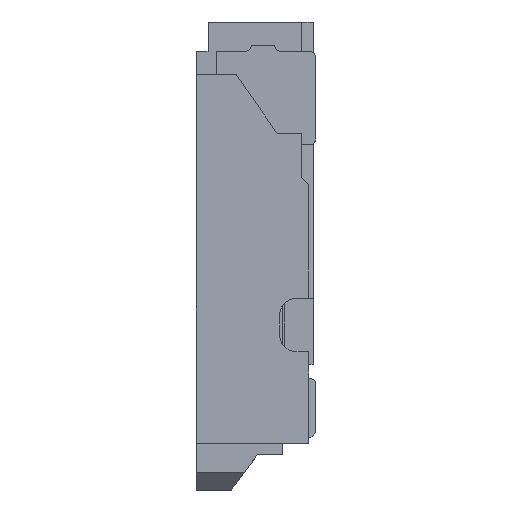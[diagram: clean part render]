
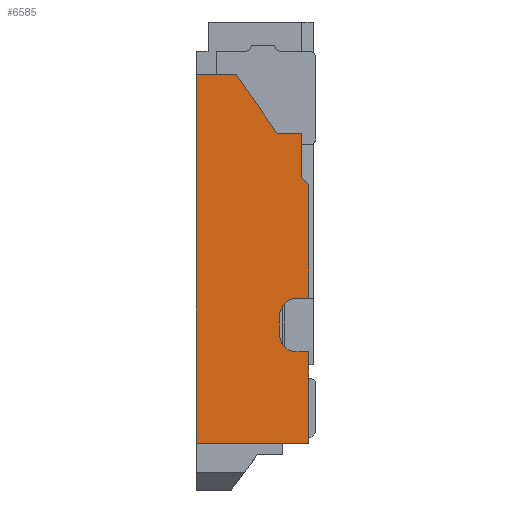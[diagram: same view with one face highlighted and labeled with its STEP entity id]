
A CAD part, left-side view. The second image highlights one B-rep face of the part: STEP entity #6585.
In plain terms, the highlighted planar face has unit normal (-1, 0, 0).
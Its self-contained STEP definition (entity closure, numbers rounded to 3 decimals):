
#261 = LINE ( 'NONE', #3325, #4228 ) ;
#471 = LINE ( 'NONE', #18297, #16112 ) ;
#511 = CARTESIAN_POINT ( 'NONE',  ( -3.35, 1.02, 1.35 ) ) ;
#970 = DIRECTION ( 'NONE',  ( 0., 0., 1. ) ) ;
#1039 = EDGE_CURVE ( 'NONE', #9434, #7298, #5774, .T. ) ;
#1367 = ORIENTED_EDGE ( 'NONE', *, *, #16845, .T. ) ;
#1473 = ORIENTED_EDGE ( 'NONE', *, *, #1039, .T. ) ;
#1506 = EDGE_CURVE ( 'NONE', #7298, #15353, #18203, .T. ) ;
#2236 = FACE_OUTER_BOUND ( 'NONE', #14677, .T. ) ;
#2363 = CIRCLE ( 'NONE', #5067, 0.15 ) ;
#2752 = LINE ( 'NONE', #20125, #15104 ) ;
#2826 = DIRECTION ( 'NONE',  ( 0., -1., 0. ) ) ;
#3016 = AXIS2_PLACEMENT_3D ( 'NONE', #5415, #10273, #15152 ) ;
#3092 = VERTEX_POINT ( 'NONE', #4376 ) ;
#3228 = EDGE_CURVE ( 'NONE', #3092, #5994, #6707, .T. ) ;
#3310 = EDGE_CURVE ( 'NONE', #4081, #19850, #13572, .T. ) ;
#3325 = CARTESIAN_POINT ( 'NONE',  ( -3.35, 0.06, -0.56 ) ) ;
#3370 = ORIENTED_EDGE ( 'NONE', *, *, #8826, .T. ) ;
#3603 = CARTESIAN_POINT ( 'NONE',  ( -3.35, 0.12, 0.47 ) ) ;
#3604 = CARTESIAN_POINT ( 'NONE',  ( -3.35, 0.16, -1.02 ) ) ;
#3683 = VECTOR ( 'NONE', #10362, 1000. ) ;
#3779 = CARTESIAN_POINT ( 'NONE',  ( -3.35, 0.06, -1.8 ) ) ;
#3944 = LINE ( 'NONE', #20384, #10996 ) ;
#3958 = DIRECTION ( 'NONE',  ( 0., 0., 1. ) ) ;
#4081 = VERTEX_POINT ( 'NONE', #15981 ) ;
#4228 = VECTOR ( 'NONE', #16264, 1000. ) ;
#4376 = CARTESIAN_POINT ( 'NONE',  ( -3.35, 0.06, -1.02 ) ) ;
#4542 = CARTESIAN_POINT ( 'NONE',  ( -3.35, 1.02, 1.35 ) ) ;
#4608 = ORIENTED_EDGE ( 'NONE', *, *, #1506, .T. ) ;
#4700 = DIRECTION ( 'NONE',  ( 1., 0., 0. ) ) ;
#5067 = AXIS2_PLACEMENT_3D ( 'NONE', #19228, #4700, #17740 ) ;
#5102 = VERTEX_POINT ( 'NONE', #15462 ) ;
#5291 = VERTEX_POINT ( 'NONE', #14289 ) ;
#5415 = CARTESIAN_POINT ( 'NONE',  ( -3.35, 1.02, 1.35 ) ) ;
#5555 = EDGE_CURVE ( 'NONE', #6669, #20058, #17349, .T. ) ;
#5668 = DIRECTION ( 'NONE',  ( 0., 0., 1. ) ) ;
#5712 = DIRECTION ( 'NONE',  ( 0., 0.574, 0.819 ) ) ;
#5774 = LINE ( 'NONE', #14911, #12406 ) ;
#5961 = EDGE_CURVE ( 'NONE', #5291, #4081, #18502, .T. ) ;
#5994 = VERTEX_POINT ( 'NONE', #3604 ) ;
#6099 = DIRECTION ( 'NONE',  ( 0., 1., 0. ) ) ;
#6111 = CARTESIAN_POINT ( 'NONE',  ( -3.35, 0.16, -0.56 ) ) ;
#6538 = DIRECTION ( 'NONE',  ( 0., 0., 1. ) ) ;
#6585 = ADVANCED_FACE ( 'NONE', ( #2236 ), #19933, .F. ) ;
#6669 = VERTEX_POINT ( 'NONE', #4542 ) ;
#6707 = LINE ( 'NONE', #19643, #11317 ) ;
#6991 = EDGE_CURVE ( 'NONE', #17014, #6669, #15015, .T. ) ;
#7298 = VERTEX_POINT ( 'NONE', #8608 ) ;
#7342 = ORIENTED_EDGE ( 'NONE', *, *, #11889, .T. ) ;
#8366 = ORIENTED_EDGE ( 'NONE', *, *, #12775, .T. ) ;
#8608 = CARTESIAN_POINT ( 'NONE',  ( -3.35, 0.31, -0.71 ) ) ;
#8826 = EDGE_CURVE ( 'NONE', #17014, #20245, #3944, .T. ) ;
#9370 = VECTOR ( 'NONE', #6538, 1000. ) ;
#9385 = LINE ( 'NONE', #12339, #11719 ) ;
#9434 = VERTEX_POINT ( 'NONE', #19261 ) ;
#9666 = EDGE_CURVE ( 'NONE', #5102, #19089, #9385, .T. ) ;
#9831 = LINE ( 'NONE', #11420, #9370 ) ;
#9843 = CARTESIAN_POINT ( 'NONE',  ( -3.35, 0.68, 1.35 ) ) ;
#10073 = ORIENTED_EDGE ( 'NONE', *, *, #9666, .T. ) ;
#10273 = DIRECTION ( 'NONE',  ( 1., 0., 0. ) ) ;
#10362 = DIRECTION ( 'NONE',  ( 0., 0., 1. ) ) ;
#10530 = DIRECTION ( 'NONE',  ( 0., 0., 1. ) ) ;
#10996 = VECTOR ( 'NONE', #15181, 1000. ) ;
#11317 = VECTOR ( 'NONE', #11576, 1000. ) ;
#11420 = CARTESIAN_POINT ( 'NONE',  ( -3.35, 0.12, 0.85 ) ) ;
#11576 = DIRECTION ( 'NONE',  ( 0., 1., 0. ) ) ;
#11719 = VECTOR ( 'NONE', #6099, 1000. ) ;
#11752 = AXIS2_PLACEMENT_3D ( 'NONE', #18996, #15486, #970 ) ;
#11889 = EDGE_CURVE ( 'NONE', #19089, #20058, #2752, .T. ) ;
#11952 = VECTOR ( 'NONE', #2826, 1000. ) ;
#12088 = CARTESIAN_POINT ( 'NONE',  ( -3.35, 0.12, 0.47 ) ) ;
#12139 = EDGE_CURVE ( 'NONE', #19850, #5102, #9831, .T. ) ;
#12255 = ORIENTED_EDGE ( 'NONE', *, *, #5555, .F. ) ;
#12330 = ORIENTED_EDGE ( 'NONE', *, *, #6991, .F. ) ;
#12339 = CARTESIAN_POINT ( 'NONE',  ( -3.35, 0.33, 0.85 ) ) ;
#12406 = VECTOR ( 'NONE', #10530, 1000. ) ;
#12525 = CARTESIAN_POINT ( 'NONE',  ( -3.35, 1.02, -1.8 ) ) ;
#12636 = CARTESIAN_POINT ( 'NONE',  ( -3.35, 0.33, 0.85 ) ) ;
#12775 = EDGE_CURVE ( 'NONE', #20245, #3092, #471, .T. ) ;
#13322 = VECTOR ( 'NONE', #3958, 1000. ) ;
#13572 = LINE ( 'NONE', #12088, #15040 ) ;
#13819 = CARTESIAN_POINT ( 'NONE',  ( -3.35, 0.06, 0.41 ) ) ;
#13959 = ORIENTED_EDGE ( 'NONE', *, *, #3228, .T. ) ;
#14289 = CARTESIAN_POINT ( 'NONE',  ( -3.35, 0.06, -0.56 ) ) ;
#14677 = EDGE_LOOP ( 'NONE', ( #8366, #13959, #17994, #1473, #4608, #1367, #16271, #16828, #15879, #10073, #7342, #12255, #12330, #3370 ) ) ;
#14911 = CARTESIAN_POINT ( 'NONE',  ( -3.35, 0.31, -0.71 ) ) ;
#15015 = LINE ( 'NONE', #511, #3683 ) ;
#15040 = VECTOR ( 'NONE', #19950, 1000. ) ;
#15104 = VECTOR ( 'NONE', #5712, 1000. ) ;
#15152 = DIRECTION ( 'NONE',  ( 0., 0., -1. ) ) ;
#15181 = DIRECTION ( 'NONE',  ( 0., -1., 0. ) ) ;
#15353 = VERTEX_POINT ( 'NONE', #6111 ) ;
#15462 = CARTESIAN_POINT ( 'NONE',  ( -3.35, 0.12, 0.85 ) ) ;
#15486 = DIRECTION ( 'NONE',  ( 1., 0., 0. ) ) ;
#15664 = EDGE_CURVE ( 'NONE', #5994, #9434, #2363, .T. ) ;
#15879 = ORIENTED_EDGE ( 'NONE', *, *, #12139, .T. ) ;
#15981 = CARTESIAN_POINT ( 'NONE',  ( -3.35, 0.06, 0.41 ) ) ;
#16112 = VECTOR ( 'NONE', #5668, 1000. ) ;
#16264 = DIRECTION ( 'NONE',  ( 0., -1., 0. ) ) ;
#16271 = ORIENTED_EDGE ( 'NONE', *, *, #5961, .T. ) ;
#16828 = ORIENTED_EDGE ( 'NONE', *, *, #3310, .T. ) ;
#16845 = EDGE_CURVE ( 'NONE', #15353, #5291, #261, .T. ) ;
#16926 = CARTESIAN_POINT ( 'NONE',  ( -3.35, 1.02, 1.35 ) ) ;
#17014 = VERTEX_POINT ( 'NONE', #12525 ) ;
#17349 = LINE ( 'NONE', #16926, #11952 ) ;
#17740 = DIRECTION ( 'NONE',  ( 0., 0., 1. ) ) ;
#17994 = ORIENTED_EDGE ( 'NONE', *, *, #15664, .T. ) ;
#18203 = CIRCLE ( 'NONE', #11752, 0.15 ) ;
#18297 = CARTESIAN_POINT ( 'NONE',  ( -3.35, 0.06, -1.02 ) ) ;
#18502 = LINE ( 'NONE', #13819, #13322 ) ;
#18996 = CARTESIAN_POINT ( 'NONE',  ( -3.35, 0.16, -0.71 ) ) ;
#19089 = VERTEX_POINT ( 'NONE', #12636 ) ;
#19228 = CARTESIAN_POINT ( 'NONE',  ( -3.35, 0.16, -0.87 ) ) ;
#19261 = CARTESIAN_POINT ( 'NONE',  ( -3.35, 0.31, -0.87 ) ) ;
#19643 = CARTESIAN_POINT ( 'NONE',  ( -3.35, 0.16, -1.02 ) ) ;
#19850 = VERTEX_POINT ( 'NONE', #3603 ) ;
#19933 = PLANE ( 'NONE',  #3016 ) ;
#19950 = DIRECTION ( 'NONE',  ( 0., 0.707, 0.707 ) ) ;
#20058 = VERTEX_POINT ( 'NONE', #9843 ) ;
#20125 = CARTESIAN_POINT ( 'NONE',  ( -3.35, 0.68, 1.35 ) ) ;
#20245 = VERTEX_POINT ( 'NONE', #3779 ) ;
#20384 = CARTESIAN_POINT ( 'NONE',  ( -3.35, 1.02, -1.8 ) ) ;
